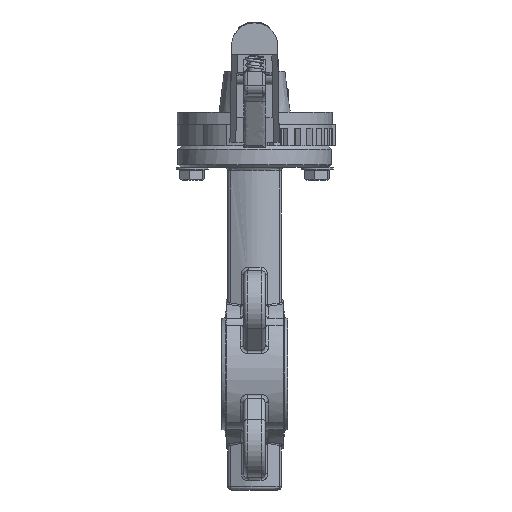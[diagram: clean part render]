
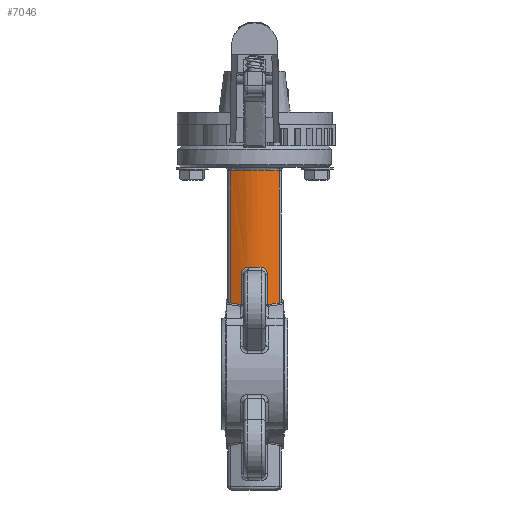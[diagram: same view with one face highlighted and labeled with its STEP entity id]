
A CAD part, left-side view. The second image highlights one B-rep face of the part: STEP entity #7046.
In plain terms, the highlighted free-form (B-spline) face has degree [3, 1] with [5, 2] control points.
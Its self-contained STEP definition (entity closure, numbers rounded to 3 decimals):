
#5679=CARTESIAN_POINT('',(-15.96,-7.673,39.024));
#5680=VERTEX_POINT('',#5679);
#5681=CARTESIAN_POINT('',(-13.498,-13.791,40.014));
#5682=VERTEX_POINT('',#5681);
#5683=CARTESIAN_POINT('',(-15.96,-7.673,39.024));
#5684=CARTESIAN_POINT('',(-15.604,-8.702,39.183));
#5685=CARTESIAN_POINT('',(-15.209,-9.72,39.351));
#5686=CARTESIAN_POINT('',(-14.792,-10.737,39.519));
#5687=CARTESIAN_POINT('',(-14.376,-11.754,39.688));
#5688=CARTESIAN_POINT('',(-13.938,-12.77,39.855));
#5689=CARTESIAN_POINT('',(-13.498,-13.791,40.014));
#5690=B_SPLINE_CURVE_WITH_KNOTS('',3,(#5683,#5684,#5685,#5686,#5687,#5688,#5689),.UNSPECIFIED.,.F.,.F.,(4,3,4),(0.,0.5,1.),.UNSPECIFIED.);
#5691=EDGE_CURVE('',#5680,#5682,#5690,.T.);
#6888=CARTESIAN_POINT('',(-13.498,13.791,39.014));
#6889=CARTESIAN_POINT('',(-13.498,13.791,114.05));
#6890=CARTESIAN_POINT('',(-15.479,9.194,39.014));
#6891=CARTESIAN_POINT('',(-15.479,9.194,114.05));
#6892=CARTESIAN_POINT('',(-19.433,0.,39.014));
#6893=CARTESIAN_POINT('',(-19.433,0.,114.05));
#6894=CARTESIAN_POINT('',(-15.479,-9.194,39.014));
#6895=CARTESIAN_POINT('',(-15.479,-9.194,114.05));
#6896=CARTESIAN_POINT('',(-13.498,-13.791,39.014));
#6897=CARTESIAN_POINT('',(-13.498,-13.791,114.05));
#6898=B_SPLINE_SURFACE_WITH_KNOTS('',3,1,((#6888,#6889),(#6890,#6891),(#6892,#6893),(#6894,#6895),(#6896,#6897)),.UNSPECIFIED.,.F.,.F.,.U.,(4,1,4),(2,2),(0.001,0.5,0.999),(0.045,7.549),.UNSPECIFIED.);
#6899=CARTESIAN_POINT('',(-13.498,13.791,40.014));
#6900=VERTEX_POINT('',#6899);
#6901=CARTESIAN_POINT('',(-15.96,7.673,39.024));
#6902=VERTEX_POINT('',#6901);
#6903=CARTESIAN_POINT('',(-13.498,13.791,40.014));
#6904=CARTESIAN_POINT('',(-13.934,12.78,39.857));
#6905=CARTESIAN_POINT('',(-14.369,11.771,39.69));
#6906=CARTESIAN_POINT('',(-14.785,10.754,39.522));
#6907=CARTESIAN_POINT('',(-15.202,9.737,39.354));
#6908=CARTESIAN_POINT('',(-15.6,8.714,39.184));
#6909=CARTESIAN_POINT('',(-15.96,7.673,39.024));
#6910=B_SPLINE_CURVE_WITH_KNOTS('',3,(#6903,#6904,#6905,#6906,#6907,#6908,#6909),.UNSPECIFIED.,.F.,.F.,(4,3,4),(0.,0.003,0.007),.UNSPECIFIED.);
#6911=EDGE_CURVE('',#6900,#6902,#6910,.T.);
#6912=ORIENTED_EDGE('',*,*,#6911,.T.);
#6913=CARTESIAN_POINT('',(-16.066,7.362,39.034));
#6914=VERTEX_POINT('',#6913);
#6915=CARTESIAN_POINT('',(-15.96,7.673,39.024));
#6916=CARTESIAN_POINT('',(-15.996,7.569,39.008));
#6917=CARTESIAN_POINT('',(-16.031,7.465,39.011));
#6918=CARTESIAN_POINT('',(-16.066,7.362,39.034));
#6919=B_SPLINE_CURVE_WITH_KNOTS('',3,(#6915,#6916,#6917,#6918),.UNSPECIFIED.,.F.,.F.,(4,4),(0.,0.),.UNSPECIFIED.);
#6920=EDGE_CURVE('',#6902,#6914,#6919,.T.);
#6921=ORIENTED_EDGE('',*,*,#6920,.T.);
#6922=CARTESIAN_POINT('',(-16.066,7.362,55.941));
#6923=VERTEX_POINT('',#6922);
#6924=CARTESIAN_POINT('',(-16.066,7.362,39.034));
#6925=DIRECTION('',(0.,-0.,1.));
#6926=VECTOR('',#6925,16.907);
#6927=LINE('',#6924,#6926);
#6928=EDGE_CURVE('',#6914,#6923,#6927,.T.);
#6929=ORIENTED_EDGE('',*,*,#6928,.T.);
#6930=CARTESIAN_POINT('',(-17.084,3.615,59.941));
#6931=VERTEX_POINT('',#6930);
#6932=CARTESIAN_POINT('',(-17.084,3.615,59.941));
#6933=CARTESIAN_POINT('',(-17.034,3.87,59.941));
#6934=CARTESIAN_POINT('',(-16.981,4.12,59.913));
#6935=CARTESIAN_POINT('',(-16.925,4.364,59.858));
#6936=CARTESIAN_POINT('',(-16.869,4.608,59.804));
#6937=CARTESIAN_POINT('',(-16.81,4.849,59.722));
#6938=CARTESIAN_POINT('',(-16.751,5.076,59.617));
#6939=CARTESIAN_POINT('',(-16.692,5.304,59.513));
#6940=CARTESIAN_POINT('',(-16.633,5.519,59.386));
#6941=CARTESIAN_POINT('',(-16.576,5.722,59.237));
#6942=CARTESIAN_POINT('',(-16.519,5.925,59.089));
#6943=CARTESIAN_POINT('',(-16.463,6.114,58.919));
#6944=CARTESIAN_POINT('',(-16.411,6.284,58.734));
#6945=CARTESIAN_POINT('',(-16.36,6.453,58.55));
#6946=CARTESIAN_POINT('',(-16.312,6.607,58.348));
#6947=CARTESIAN_POINT('',(-16.269,6.741,58.131));
#6948=CARTESIAN_POINT('',(-16.226,6.876,57.914));
#6949=CARTESIAN_POINT('',(-16.19,6.989,57.687));
#6950=CARTESIAN_POINT('',(-16.16,7.08,57.45));
#6951=CARTESIAN_POINT('',(-16.129,7.172,57.213));
#6952=CARTESIAN_POINT('',(-16.106,7.243,56.963));
#6953=CARTESIAN_POINT('',(-16.09,7.291,56.71));
#6954=CARTESIAN_POINT('',(-16.074,7.338,56.457));
#6955=CARTESIAN_POINT('',(-16.066,7.362,56.201));
#6956=CARTESIAN_POINT('',(-16.066,7.362,55.941));
#6957=B_SPLINE_CURVE_WITH_KNOTS('',3,(#6932,#6933,#6934,#6935,#6936,#6937,#6938,#6939,#6940,#6941,#6942,#6943,#6944,#6945,#6946,#6947,#6948,#6949,#6950,#6951,#6952,#6953,#6954,#6955,#6956),.UNSPECIFIED.,.F.,.F.,(4,3,3,3,3,3,3,3,4),(0.,0.001,0.002,0.002,0.003,0.004,0.005,0.005,0.006),.UNSPECIFIED.);
#6958=EDGE_CURVE('',#6931,#6923,#6957,.T.);
#6959=ORIENTED_EDGE('',*,*,#6958,.F.);
#6960=CARTESIAN_POINT('',(-17.084,-3.615,59.941));
#6961=VERTEX_POINT('',#6960);
#6962=CARTESIAN_POINT('',(-17.084,3.615,59.941));
#6963=CARTESIAN_POINT('',(-17.32,2.41,59.941));
#6964=CARTESIAN_POINT('',(-17.456,1.205,59.941));
#6965=CARTESIAN_POINT('',(-17.456,0.,59.941));
#6966=CARTESIAN_POINT('',(-17.456,-1.205,59.941));
#6967=CARTESIAN_POINT('',(-17.32,-2.41,59.941));
#6968=CARTESIAN_POINT('',(-17.084,-3.615,59.941));
#6969=B_SPLINE_CURVE_WITH_KNOTS('',3,(#6962,#6963,#6964,#6965,#6966,#6967,#6968),.UNSPECIFIED.,.F.,.F.,(4,3,4),(0.,0.5,1.),.UNSPECIFIED.);
#6970=EDGE_CURVE('',#6931,#6961,#6969,.T.);
#6971=ORIENTED_EDGE('',*,*,#6970,.T.);
#6972=CARTESIAN_POINT('',(-16.066,-7.362,55.941));
#6973=VERTEX_POINT('',#6972);
#6974=CARTESIAN_POINT('',(-16.066,-7.362,55.941));
#6975=CARTESIAN_POINT('',(-16.066,-7.362,56.201));
#6976=CARTESIAN_POINT('',(-16.074,-7.338,56.456));
#6977=CARTESIAN_POINT('',(-16.09,-7.291,56.707));
#6978=CARTESIAN_POINT('',(-16.105,-7.244,56.959));
#6979=CARTESIAN_POINT('',(-16.129,-7.174,57.208));
#6980=CARTESIAN_POINT('',(-16.159,-7.082,57.447));
#6981=CARTESIAN_POINT('',(-16.19,-6.989,57.686));
#6982=CARTESIAN_POINT('',(-16.226,-6.876,57.913));
#6983=CARTESIAN_POINT('',(-16.269,-6.743,58.128));
#6984=CARTESIAN_POINT('',(-16.311,-6.61,58.343));
#6985=CARTESIAN_POINT('',(-16.359,-6.455,58.548));
#6986=CARTESIAN_POINT('',(-16.411,-6.285,58.733));
#6987=CARTESIAN_POINT('',(-16.463,-6.114,58.918));
#6988=CARTESIAN_POINT('',(-16.517,-5.928,59.085));
#6989=CARTESIAN_POINT('',(-16.575,-5.726,59.234));
#6990=CARTESIAN_POINT('',(-16.632,-5.523,59.383));
#6991=CARTESIAN_POINT('',(-16.692,-5.305,59.512));
#6992=CARTESIAN_POINT('',(-16.75,-5.079,59.616));
#6993=CARTESIAN_POINT('',(-16.809,-4.852,59.72));
#6994=CARTESIAN_POINT('',(-16.867,-4.616,59.801));
#6995=CARTESIAN_POINT('',(-16.923,-4.369,59.857));
#6996=CARTESIAN_POINT('',(-16.98,-4.122,59.912));
#6997=CARTESIAN_POINT('',(-17.034,-3.87,59.941));
#6998=CARTESIAN_POINT('',(-17.084,-3.615,59.941));
#6999=B_SPLINE_CURVE_WITH_KNOTS('',3,(#6974,#6975,#6976,#6977,#6978,#6979,#6980,#6981,#6982,#6983,#6984,#6985,#6986,#6987,#6988,#6989,#6990,#6991,#6992,#6993,#6994,#6995,#6996,#6997,#6998),.UNSPECIFIED.,.F.,.F.,(4,3,3,3,3,3,3,3,4),(0.,0.001,0.002,0.002,0.003,0.004,0.005,0.005,0.006),.UNSPECIFIED.);
#7000=EDGE_CURVE('',#6973,#6961,#6999,.T.);
#7001=ORIENTED_EDGE('',*,*,#7000,.F.);
#7002=CARTESIAN_POINT('',(-16.066,-7.362,39.034));
#7003=VERTEX_POINT('',#7002);
#7004=CARTESIAN_POINT('',(-16.066,-7.362,55.941));
#7005=DIRECTION('',(-0.,0.,-1.));
#7006=VECTOR('',#7005,16.907);
#7007=LINE('',#7004,#7006);
#7008=EDGE_CURVE('',#6973,#7003,#7007,.T.);
#7009=ORIENTED_EDGE('',*,*,#7008,.T.);
#7010=CARTESIAN_POINT('',(-16.066,-7.362,39.034));
#7011=CARTESIAN_POINT('',(-16.031,-7.465,39.011));
#7012=CARTESIAN_POINT('',(-15.996,-7.569,39.008));
#7013=CARTESIAN_POINT('',(-15.96,-7.673,39.024));
#7014=B_SPLINE_CURVE_WITH_KNOTS('',3,(#7010,#7011,#7012,#7013),.UNSPECIFIED.,.F.,.F.,(4,4),(0.,0.),.UNSPECIFIED.);
#7015=EDGE_CURVE('',#7003,#5680,#7014,.T.);
#7016=ORIENTED_EDGE('',*,*,#7015,.T.);
#7017=ORIENTED_EDGE('',*,*,#5691,.T.);
#7018=CARTESIAN_POINT('',(-13.498,-13.791,114.05));
#7019=VERTEX_POINT('',#7018);
#7020=CARTESIAN_POINT('',(-13.498,-13.791,40.014));
#7021=DIRECTION('',(0.,-0.,1.));
#7022=VECTOR('',#7021,74.036);
#7023=LINE('',#7020,#7022);
#7024=EDGE_CURVE('',#5682,#7019,#7023,.T.);
#7025=ORIENTED_EDGE('',*,*,#7024,.T.);
#7026=CARTESIAN_POINT('',(-13.498,13.791,114.05));
#7027=VERTEX_POINT('',#7026);
#7028=CARTESIAN_POINT('',(-13.498,-13.791,114.05));
#7029=CARTESIAN_POINT('',(-15.479,-9.194,114.05));
#7030=CARTESIAN_POINT('',(-17.456,-4.597,114.05));
#7031=CARTESIAN_POINT('',(-17.456,-0.,114.05));
#7032=CARTESIAN_POINT('',(-17.456,4.597,114.05));
#7033=CARTESIAN_POINT('',(-15.479,9.194,114.05));
#7034=CARTESIAN_POINT('',(-13.498,13.791,114.05));
#7035=B_SPLINE_CURVE_WITH_KNOTS('',3,(#7028,#7029,#7030,#7031,#7032,#7033,#7034),.UNSPECIFIED.,.F.,.F.,(4,3,4),(-0.999,-0.5,-0.001),.UNSPECIFIED.);
#7036=EDGE_CURVE('',#7019,#7027,#7035,.T.);
#7037=ORIENTED_EDGE('',*,*,#7036,.T.);
#7038=CARTESIAN_POINT('',(-13.498,13.791,114.05));
#7039=DIRECTION('',(-0.,0.,-1.));
#7040=VECTOR('',#7039,74.036);
#7041=LINE('',#7038,#7040);
#7042=EDGE_CURVE('',#7027,#6900,#7041,.T.);
#7043=ORIENTED_EDGE('',*,*,#7042,.T.);
#7044=EDGE_LOOP('',(#6912,#6921,#6929,#6959,#6971,#7001,#7009,#7016,#7017,#7025,#7037,#7043));
#7045=FACE_BOUND('',#7044,.T.);
#7046=ADVANCED_FACE('',(#7045),#6898,.T.);
